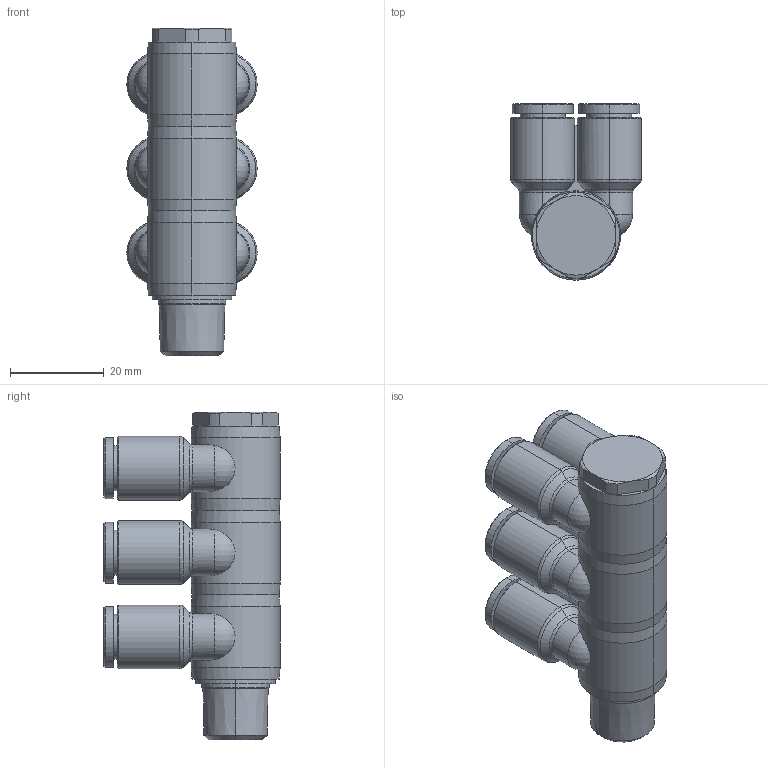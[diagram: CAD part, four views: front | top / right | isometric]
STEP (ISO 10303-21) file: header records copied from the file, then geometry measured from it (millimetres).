
FILE_DESCRIPTION((''),'2;1');
FILE_NAME('GPA_0802(3)(3D).stp','2012-12-17T14:38:07',(''),(''),'Mechanical Desktop.R8.0.24.0','Mechanical Desktop.R8.0.24.0',', , ');
FILE_SCHEMA(('CONFIG_CONTROL_DESIGN'));
Length unit declared in the file: millimetre
Products named in the file (2): GPA_0802(3)(3D); 睡ヶ1
Assembly tree (1 placements, depth 2):
  GPA_0802(3)(3D)
    睡ヶ1
Bounding box: 27.8 x 37.6 x 70 mm (x, y, z)
Volume: 26084.1 mm3; surface area: 15343.1 mm2
Topology: 1 solids, 1 shells, 2473 faces, 6933 edges, 4579 vertices
Faces by surface type: plane 2043, bspline 174, cylinder 138, cone 94, torus 18, sphere 6
Entity records: 81618 total; most frequent: CARTESIAN_POINT 17957, ORIENTED_EDGE 13862, DIRECTION 12175, EDGE_CURVE 6931, VECTOR 6109, LINE 6109, VERTEX_POINT 4579, AXIS2_PLACEMENT_3D 3033
